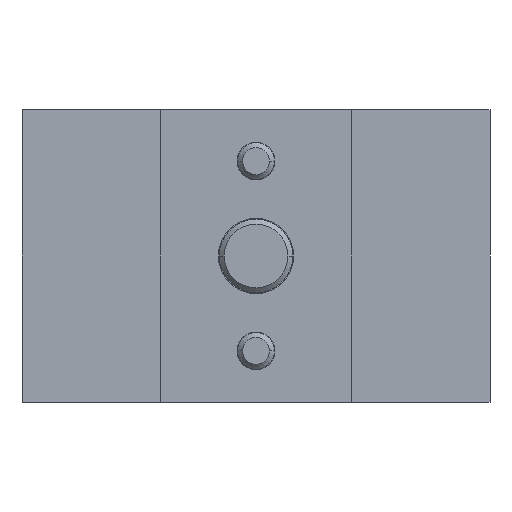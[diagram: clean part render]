
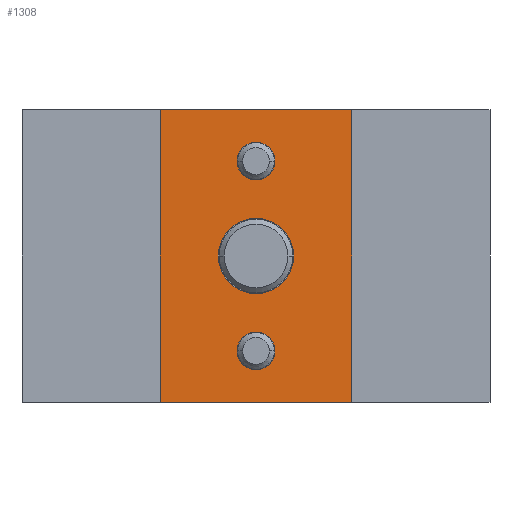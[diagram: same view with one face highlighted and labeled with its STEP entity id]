
A CAD part, front view. The second image highlights one B-rep face of the part: STEP entity #1308.
In plain terms, the highlighted planar face has unit normal (0, -1, 0).
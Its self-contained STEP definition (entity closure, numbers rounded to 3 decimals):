
#618=EDGE_CURVE('',#1142,#900,#1668,.T.);
#660=EDGE_CURVE('',#1180,#1294,#1714,.T.);
#894=EDGE_CURVE('',#1216,#918,#1968,.T.);
#896=EDGE_CURVE('',#972,#1294,#1970,.T.);
#900=VERTEX_POINT('',#1975);
#918=VERTEX_POINT('',#1994);
#926=EDGE_CURVE('',#1446,#1428,#2003,.T.);
#952=EDGE_CURVE('',#1530,#1180,#2034,.T.);
#972=VERTEX_POINT('',#2057);
#1142=VERTEX_POINT('',#2245);
#1180=VERTEX_POINT('',#2286);
#1216=VERTEX_POINT('',#2324);
#1294=VERTEX_POINT('',#2409);
#1302=EDGE_CURVE('',#972,#1530,#2419,.T.);
#1308=ADVANCED_FACE('',(#2425,#2426,#2427,#2428),#2429,.T.);
#1420=EDGE_CURVE('',#1428,#1446,#2555,.T.);
#1428=VERTEX_POINT('',#2563);
#1446=VERTEX_POINT('',#2582);
#1460=EDGE_CURVE('',#918,#1216,#2598,.T.);
#1530=VERTEX_POINT('',#2679);
#1532=EDGE_CURVE('',#900,#1142,#2681,.T.);
#1668=CIRCLE('',#2844,2.05);
#1714=LINE('',#2908,#2909);
#1968=CIRCLE('',#3270,2.05);
#1970=LINE('',#3273,#3274);
#1975=CARTESIAN_POINT('',(2.05,0.,10.3));
#1994=CARTESIAN_POINT('',(2.05,0.,-10.3));
#2003=CIRCLE('',#3315,4.08);
#2034=LINE('',#3356,#3357);
#2057=CARTESIAN_POINT('',(-10.4,0.,-15.9));
#2245=CARTESIAN_POINT('',(-2.05,0.,10.3));
#2286=CARTESIAN_POINT('',(10.4,0.,15.9));
#2324=CARTESIAN_POINT('',(-2.05,0.,-10.3));
#2409=CARTESIAN_POINT('',(-10.4,0.,15.9));
#2419=LINE('',#3906,#3907);
#2425=FACE_BOUND('',#3913,.T.);
#2426=FACE_BOUND('',#3914,.T.);
#2427=FACE_BOUND('',#3915,.T.);
#2428=FACE_OUTER_BOUND('',#3916,.T.);
#2429=PLANE('',#3917);
#2555=CIRCLE('',#4091,4.08);
#2563=CARTESIAN_POINT('',(-4.08,0.0,0.));
#2582=CARTESIAN_POINT('',(4.08,0.0,0.));
#2598=CIRCLE('',#4143,2.05);
#2679=CARTESIAN_POINT('',(10.4,0.,-15.9));
#2681=CIRCLE('',#4253,2.05);
#2844=AXIS2_PLACEMENT_3D('',#4402,#4403,#4404);
#2908=CARTESIAN_POINT('',(-10.4,0.,15.9));
#2909=VECTOR('',#4453,1.0);
#3270=AXIS2_PLACEMENT_3D('',#4687,#4688,#4689);
#3273=CARTESIAN_POINT('',(-10.4,0.,-15.9));
#3274=VECTOR('',#4690,1.0);
#3315=AXIS2_PLACEMENT_3D('',#4723,#4724,#4725);
#3356=CARTESIAN_POINT('',(10.4,0.,-15.9));
#3357=VECTOR('',#4773,1.0);
#3906=CARTESIAN_POINT('',(-10.4,0.,-15.9));
#3907=VECTOR('',#5193,1.0);
#3913=EDGE_LOOP('',(#5195,#5196));
#3914=EDGE_LOOP('',(#5197,#5198));
#3915=EDGE_LOOP('',(#5199,#5200));
#3916=EDGE_LOOP('',(#5201,#5202,#5203,#5204));
#3917=AXIS2_PLACEMENT_3D('',#5205,#5206,#5207);
#4091=AXIS2_PLACEMENT_3D('',#5358,#5359,#5360);
#4143=AXIS2_PLACEMENT_3D('',#5394,#5395,#5396);
#4253=AXIS2_PLACEMENT_3D('',#5505,#5506,#5507);
#4402=CARTESIAN_POINT('',(0.,0.,10.3));
#4403=DIRECTION('',(-0.0,1.0,0.0));
#4404=DIRECTION('',(1.0,0.0,0.0));
#4453=DIRECTION('',(-1.0,-0.0,-0.0));
#4687=CARTESIAN_POINT('',(0.,0.,-10.3));
#4688=DIRECTION('',(-0.0,1.0,0.0));
#4689=DIRECTION('',(1.0,0.0,0.0));
#4690=DIRECTION('',(0.0,0.0,1.0));
#4723=CARTESIAN_POINT('',(0.0,0.0,0.0));
#4724=DIRECTION('',(-0.0,1.0,0.0));
#4725=DIRECTION('',(1.0,0.0,0.0));
#4773=DIRECTION('',(0.0,0.0,1.0));
#5193=DIRECTION('',(1.0,0.0,0.0));
#5195=ORIENTED_EDGE('',*,*,#618,.T.);
#5196=ORIENTED_EDGE('',*,*,#1532,.T.);
#5197=ORIENTED_EDGE('',*,*,#894,.T.);
#5198=ORIENTED_EDGE('',*,*,#1460,.T.);
#5199=ORIENTED_EDGE('',*,*,#1420,.T.);
#5200=ORIENTED_EDGE('',*,*,#926,.T.);
#5201=ORIENTED_EDGE('',*,*,#660,.T.);
#5202=ORIENTED_EDGE('',*,*,#896,.F.);
#5203=ORIENTED_EDGE('',*,*,#1302,.T.);
#5204=ORIENTED_EDGE('',*,*,#952,.T.);
#5205=CARTESIAN_POINT('',(10.4,0.,-15.9));
#5206=DIRECTION('',(0.0,-1.0,0.0));
#5207=DIRECTION('',(1.0,0.0,0.0));
#5358=CARTESIAN_POINT('',(0.0,0.0,0.0));
#5359=DIRECTION('',(-0.0,1.0,0.0));
#5360=DIRECTION('',(1.0,0.0,0.0));
#5394=CARTESIAN_POINT('',(0.,0.,-10.3));
#5395=DIRECTION('',(-0.0,1.0,0.0));
#5396=DIRECTION('',(1.0,0.0,0.0));
#5505=CARTESIAN_POINT('',(0.,0.,10.3));
#5506=DIRECTION('',(-0.0,1.0,0.0));
#5507=DIRECTION('',(1.0,0.0,0.0));
